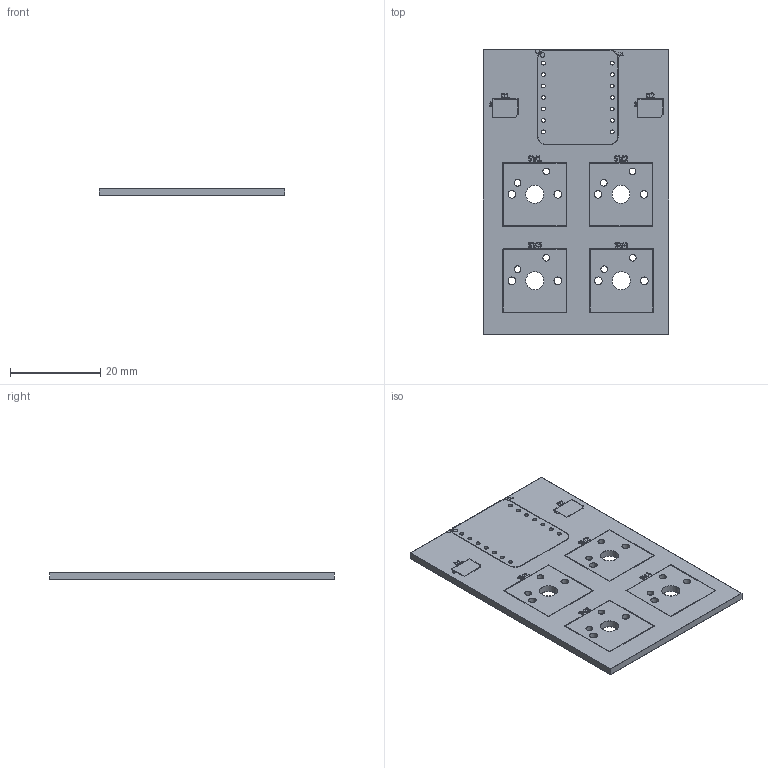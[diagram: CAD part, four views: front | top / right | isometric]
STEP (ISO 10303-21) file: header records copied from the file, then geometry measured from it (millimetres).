
FILE_DESCRIPTION(('KiCad electronic assembly'),'2;1');
FILE_NAME('PCB.step','2025-12-03T17:09:24',('Pcbnew'),('Kicad'), 'Open CASCADE STEP processor 7.9','KiCad to STEP converter','Unknown' );
FILE_SCHEMA(('AUTOMOTIVE_DESIGN { 1 0 10303 214 1 1 1 1 }'));
Length unit declared in the file: millimetre
Products named in the file (6): PCB 1; ddwasd_silkscreen; ddwasd_soldermask; ddwasd_PCB
Assembly tree (5 placements, depth 2):
  PCB 1
    ddwasd_silkscreen
    ddwasd_silkscreen
    ddwasd_soldermask
    ddwasd_soldermask
    ddwasd_PCB
Bounding box: 41 x 62.9 x 1.66 mm (x, y, z)
Volume: 3756.3 mm3; surface area: 10576.1 mm2
Topology: 1 solids, 51 shells, 90 faces, 1017 edges, 979 vertices
Faces by surface type: plane 56, cylinder 34
Full cylindrical faces by diameter (mm): 0.889 x14, 1.5 x8, 1.7 x8, 4 x4
Entity records: 10200 total; most frequent: CARTESIAN_POINT 2092, DIRECTION 1536, ORIENTED_EDGE 1131, EDGE_CURVE 1017, VERTEX_POINT 979, LINE 690, VECTOR 690, AXIS2_PLACEMENT_3D 423
